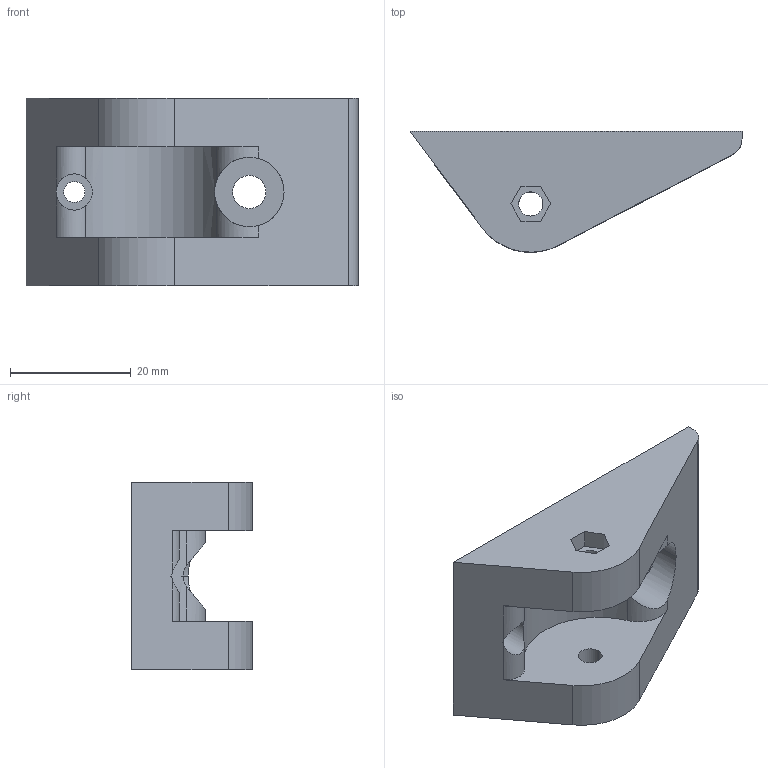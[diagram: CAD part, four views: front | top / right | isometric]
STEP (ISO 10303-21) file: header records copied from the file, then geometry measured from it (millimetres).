
FILE_DESCRIPTION(('CATIA V5 STEP Exchange'),'2;1');
FILE_NAME('HYPERCUBE-EVO-0050_NGEN.stp','2018-08-25T14:04:59+00:00',('none'),('none'),'CATIA Version 5 Release 21 GA (IN-10)','CATIA V5 STEP AP203','none');
FILE_SCHEMA(('CONFIG_CONTROL_DESIGN'));
Length unit declared in the file: millimetre
Products named in the file (1): HYPERCUBE-EVO-0050_NGEN
Bounding box: 55 x 20 x 31 mm (x, y, z)
Volume: 14390.9 mm3; surface area: 6406.7 mm2
Topology: 1 solids, 1 shells, 40 faces, 108 edges, 72 vertices
Faces by surface type: cylinder 22, plane 18
Entity records: 1311 total; most frequent: CARTESIAN_POINT 302, ORIENTED_EDGE 216, DIRECTION 158, EDGE_CURVE 108, VERTEX_POINT 72, AXIS2_PLACEMENT_3D 68, VECTOR 60, LINE 60
